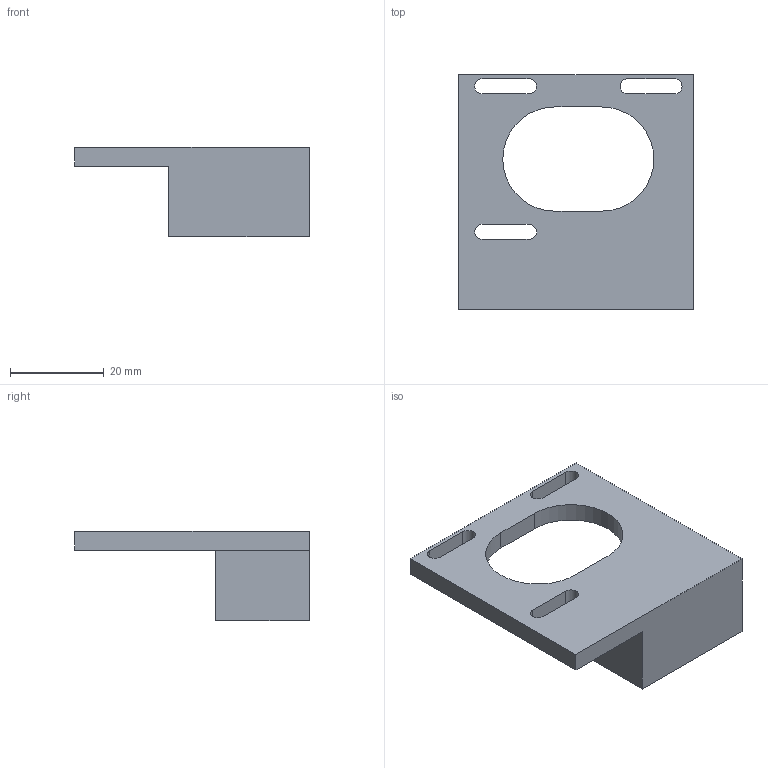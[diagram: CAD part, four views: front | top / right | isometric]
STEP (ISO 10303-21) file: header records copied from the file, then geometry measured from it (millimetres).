
FILE_DESCRIPTION(('CATIA V5 STEP Exchange'),'2;1');
FILE_NAME('motor-mount-left.stp','2023-03-27T19:41:10+00:00',('none'),('none'),'CATIA Version 5 Release 21 GA (IN-10)','CATIA V5 STEP AP203','none');
FILE_SCHEMA(('CONFIG_CONTROL_DESIGN'));
Length unit declared in the file: millimetre
Products named in the file (1): Part1
Bounding box: 50 x 50 x 19 mm (x, y, z)
Volume: 15667.6 mm3; surface area: 6957 mm2
Topology: 1 solids, 1 shells, 31 faces, 81 edges, 54 vertices
Faces by surface type: plane 19, cylinder 12
Entity records: 963 total; most frequent: ORIENTED_EDGE 162, CARTESIAN_POINT 161, DIRECTION 131, EDGE_CURVE 81, VECTOR 57, LINE 57, VERTEX_POINT 54, AXIS2_PLACEMENT_3D 50
